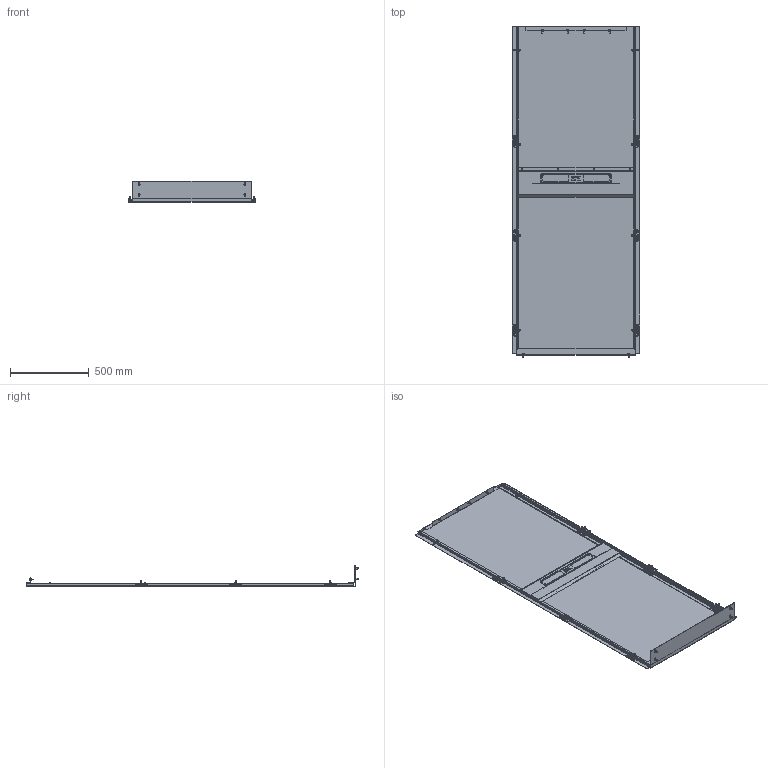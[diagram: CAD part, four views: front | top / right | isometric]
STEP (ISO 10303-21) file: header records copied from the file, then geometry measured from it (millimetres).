
FILE_DESCRIPTION (( 'STEP AP203' ), '1' );
FILE_NAME ('ITK DATAROW Ïàíåëü èçîë. ôð. 42U 750 ñåð..STEP', '2024-12-12T12:54:59', ( '' ), ( '' ), 'SwSTEP 2.0', 'SolidWorks 2022', '' );
FILE_SCHEMA (( 'CONFIG_CONTROL_DESIGN' ));
Length unit declared in the file: millimetre
Products named in the file (15): АГИЕ 282.05.00.002_-01; Копия Лента уплотнительная самоклеющая УПСГ 2х15 мм^АГИЕ 282.02.00.000СБ_-03; Гайка DIN 934_М 6; АГИЕ 282.02.00.003_-00; АГИЕ 282.02.00.002_-03; АГИЕ 282.02.00.005; АГИЕ 282.02.00.001_-01; АГИЕ 282.02.00.002_-02; ITK DATAROW Панель изол. фр. 42U 750 сер.; АГИЕ 282.02.00.000СБ_-01; АГИЕ 282.02.01.000СБ_-01; Болты с шестигранной головкой (повышенной точности) ГОСТ 7805_М8х20; Винт полусфера с прессшайбой DIN 967_M6х20; Копия Резьбовая заклепка потай^АГИЕ 282.02.01.000СБ_М6; АГИЕ 282.05.00.003_-01
Assembly tree (58 placements, depth 4):
  ITK DATAROW Панель изол. фр. 42U 750 сер.
    АГИЕ 282.02.00.000СБ_-01
      АГИЕ 282.02.01.000СБ_-01
        АГИЕ 282.02.00.001_-01
        Копия Резьбовая заклепка потай^АГИЕ 282.02.01.000СБ_М6  x12
      АГИЕ 282.05.00.002_-01
      АГИЕ 282.05.00.003_-01
      Копия Лента уплотнительная самоклеющая УПСГ 2х15 мм^АГИЕ 282.02.00.000СБ_-03  x2
    Болты с шестигранной головкой (повышенной точности) ГОСТ 7805_М8х20  x4
    Винт полусфера с прессшайбой DIN 967_M6х20  x18
    Гайка DIN 934_М 6  x6
    АГИЕ 282.02.00.002_-03
    АГИЕ 282.02.00.002_-02
    АГИЕ 282.02.00.003_-00  x3
    АГИЕ 282.02.00.005  x6
Bounding box: 810 x 2106.6 x 136.42 mm (x, y, z)
Volume: 3481579.1 mm3; surface area: 5316118.4 mm2
Topology: 56 solids, 56 shells, 2226 faces, 5550 edges, 3454 vertices
Faces by surface type: plane 1034, cylinder 632, cone 316, torus 120, sphere 94, bspline 30
Entity records: 30127 total; most frequent: CARTESIAN_POINT 5119, DIRECTION 4996, ORIENTED_EDGE 4432, EDGE_CURVE 2216, AXIS2_PLACEMENT_3D 1889, VERTEX_POINT 1358, VECTOR 1218, LINE 1218
